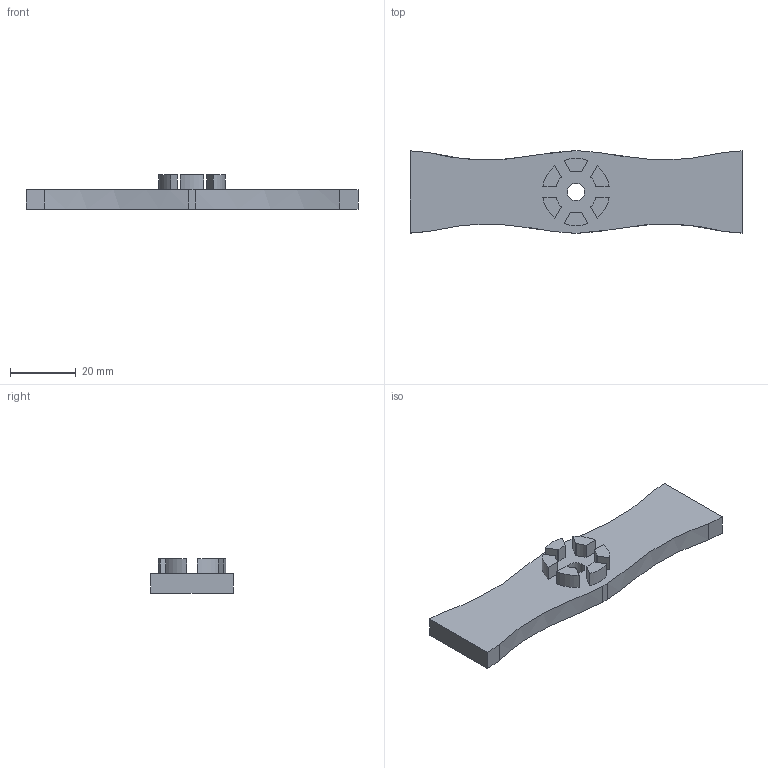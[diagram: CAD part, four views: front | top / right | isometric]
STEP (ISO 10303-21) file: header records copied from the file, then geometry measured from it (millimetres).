
FILE_DESCRIPTION(/* description */ (''),/* implementation_level */ '2;1');
FILE_NAME(/* name */ 'Bar v1 v3.step',/* time_stamp */ '2022-09-15T10:12:27-06:00',/* author */ (''),/* organization */ (''),/* preprocessor_version */ 'ST-DEVELOPER v19',/* originating_system */ 'Autodesk Translation Framework v11.7.0.108',/* authorisation */ '');
FILE_SCHEMA (('AUTOMOTIVE_DESIGN { 1 0 10303 214 3 1 1 }'));
Length unit declared in the file: millimetre
Products named in the file (1): Bar v1
Bounding box: 101 x 25 x 10.5 mm (x, y, z)
Volume: 13738.4 mm3; surface area: 6516.9 mm2
Topology: 1 solids, 1 shells, 57 faces, 147 edges, 98 vertices
Faces by surface type: plane 28, bspline 16, cylinder 13
Full cylindrical faces by diameter (mm): 5.4 x1
Entity records: 2535 total; most frequent: CARTESIAN_POINT 1191, ORIENTED_EDGE 294, DIRECTION 225, EDGE_CURVE 147, VERTEX_POINT 98, LINE 89, VECTOR 89, AXIS2_PLACEMENT_3D 68
